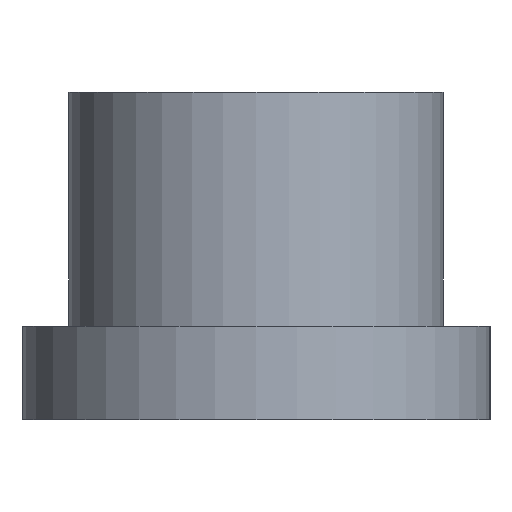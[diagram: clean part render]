
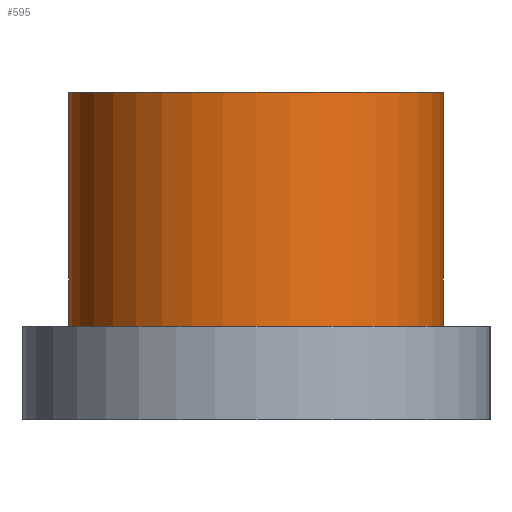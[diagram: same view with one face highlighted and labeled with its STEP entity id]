
A CAD part, left-side view. The second image highlights one B-rep face of the part: STEP entity #595.
In plain terms, the highlighted cylindrical face has radius 4 mm (diameter 8 mm), a full revolution.
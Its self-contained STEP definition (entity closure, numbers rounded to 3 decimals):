
#84 = PLANE('',#85);
#85 = AXIS2_PLACEMENT_3D('',#86,#87,#88);
#86 = CARTESIAN_POINT('',(-15.,5.,2.));
#87 = DIRECTION('',(0.,0.,-1.));
#88 = DIRECTION('',(-1.,0.,0.));
#472 = EDGE_CURVE('',#473,#473,#475,.T.);
#473 = VERTEX_POINT('',#474);
#474 = CARTESIAN_POINT('',(4.,0.,2.));
#475 = SURFACE_CURVE('',#476,(#481,#492),.PCURVE_S1.);
#476 = CIRCLE('',#477,4.);
#477 = AXIS2_PLACEMENT_3D('',#478,#479,#480);
#478 = CARTESIAN_POINT('',(0.,0.,2.));
#479 = DIRECTION('',(0.,0.,1.));
#480 = DIRECTION('',(1.,0.,0.));
#481 = PCURVE('',#84,#482);
#482 = DEFINITIONAL_REPRESENTATION('',(#483),#491);
#483 = ( BOUNDED_CURVE() B_SPLINE_CURVE(2,(#484,#485,#486,#487,#488,#489
,#490),.UNSPECIFIED.,.T.,.F.) B_SPLINE_CURVE_WITH_KNOTS((1,2,2,2,2,1),(
    -2.094,0.,2.094,4.189,6.283,
8.378),.UNSPECIFIED.) CURVE() GEOMETRIC_REPRESENTATION_ITEM() 
RATIONAL_B_SPLINE_CURVE((1.,0.5,1.,0.5,1.,0.5,1.)) REPRESENTATION_ITEM(
  '') );
#484 = CARTESIAN_POINT('',(-19.,-5.));
#485 = CARTESIAN_POINT('',(-19.,1.928));
#486 = CARTESIAN_POINT('',(-13.,-1.536));
#487 = CARTESIAN_POINT('',(-7.,-5.));
#488 = CARTESIAN_POINT('',(-13.,-8.464));
#489 = CARTESIAN_POINT('',(-19.,-11.928));
#490 = CARTESIAN_POINT('',(-19.,-5.));
#491 = ( GEOMETRIC_REPRESENTATION_CONTEXT(2) 
PARAMETRIC_REPRESENTATION_CONTEXT() REPRESENTATION_CONTEXT('2D SPACE',''
  ) );
#492 = PCURVE('',#493,#498);
#493 = CYLINDRICAL_SURFACE('',#494,4.);
#494 = AXIS2_PLACEMENT_3D('',#495,#496,#497);
#495 = CARTESIAN_POINT('',(0.,0.,0.));
#496 = DIRECTION('',(0.,0.,1.));
#497 = DIRECTION('',(1.,0.,0.));
#498 = DEFINITIONAL_REPRESENTATION('',(#499),#503);
#499 = LINE('',#500,#501);
#500 = CARTESIAN_POINT('',(0.,2.));
#501 = VECTOR('',#502,1.);
#502 = DIRECTION('',(1.,0.));
#503 = ( GEOMETRIC_REPRESENTATION_CONTEXT(2) 
PARAMETRIC_REPRESENTATION_CONTEXT() REPRESENTATION_CONTEXT('2D SPACE',''
  ) );
#595 = ADVANCED_FACE('',(#596),#493,.T.);
#596 = FACE_BOUND('',#597,.T.);
#597 = EDGE_LOOP('',(#598,#621,#648,#649));
#598 = ORIENTED_EDGE('',*,*,#599,.T.);
#599 = EDGE_CURVE('',#473,#600,#602,.T.);
#600 = VERTEX_POINT('',#601);
#601 = CARTESIAN_POINT('',(4.,0.,7.));
#602 = SEAM_CURVE('',#603,(#607,#614),.PCURVE_S1.);
#603 = LINE('',#604,#605);
#604 = CARTESIAN_POINT('',(4.,0.,0.));
#605 = VECTOR('',#606,1.);
#606 = DIRECTION('',(0.,0.,1.));
#607 = PCURVE('',#493,#608);
#608 = DEFINITIONAL_REPRESENTATION('',(#609),#613);
#609 = LINE('',#610,#611);
#610 = CARTESIAN_POINT('',(6.283,-0.));
#611 = VECTOR('',#612,1.);
#612 = DIRECTION('',(0.,1.));
#613 = ( GEOMETRIC_REPRESENTATION_CONTEXT(2) 
PARAMETRIC_REPRESENTATION_CONTEXT() REPRESENTATION_CONTEXT('2D SPACE',''
  ) );
#614 = PCURVE('',#493,#615);
#615 = DEFINITIONAL_REPRESENTATION('',(#616),#620);
#616 = LINE('',#617,#618);
#617 = CARTESIAN_POINT('',(0.,-0.));
#618 = VECTOR('',#619,1.);
#619 = DIRECTION('',(0.,1.));
#620 = ( GEOMETRIC_REPRESENTATION_CONTEXT(2) 
PARAMETRIC_REPRESENTATION_CONTEXT() REPRESENTATION_CONTEXT('2D SPACE',''
  ) );
#621 = ORIENTED_EDGE('',*,*,#622,.F.);
#622 = EDGE_CURVE('',#600,#600,#623,.T.);
#623 = SURFACE_CURVE('',#624,(#629,#636),.PCURVE_S1.);
#624 = CIRCLE('',#625,4.);
#625 = AXIS2_PLACEMENT_3D('',#626,#627,#628);
#626 = CARTESIAN_POINT('',(0.,0.,7.));
#627 = DIRECTION('',(0.,0.,1.));
#628 = DIRECTION('',(1.,0.,0.));
#629 = PCURVE('',#493,#630);
#630 = DEFINITIONAL_REPRESENTATION('',(#631),#635);
#631 = LINE('',#632,#633);
#632 = CARTESIAN_POINT('',(0.,7.));
#633 = VECTOR('',#634,1.);
#634 = DIRECTION('',(1.,0.));
#635 = ( GEOMETRIC_REPRESENTATION_CONTEXT(2) 
PARAMETRIC_REPRESENTATION_CONTEXT() REPRESENTATION_CONTEXT('2D SPACE',''
  ) );
#636 = PCURVE('',#637,#642);
#637 = PLANE('',#638);
#638 = AXIS2_PLACEMENT_3D('',#639,#640,#641);
#639 = CARTESIAN_POINT('',(0.,0.,7.));
#640 = DIRECTION('',(0.,0.,1.));
#641 = DIRECTION('',(1.,0.,0.));
#642 = DEFINITIONAL_REPRESENTATION('',(#643),#647);
#643 = CIRCLE('',#644,4.);
#644 = AXIS2_PLACEMENT_2D('',#645,#646);
#645 = CARTESIAN_POINT('',(0.,0.));
#646 = DIRECTION('',(1.,0.));
#647 = ( GEOMETRIC_REPRESENTATION_CONTEXT(2) 
PARAMETRIC_REPRESENTATION_CONTEXT() REPRESENTATION_CONTEXT('2D SPACE',''
  ) );
#648 = ORIENTED_EDGE('',*,*,#599,.F.);
#649 = ORIENTED_EDGE('',*,*,#472,.T.);
